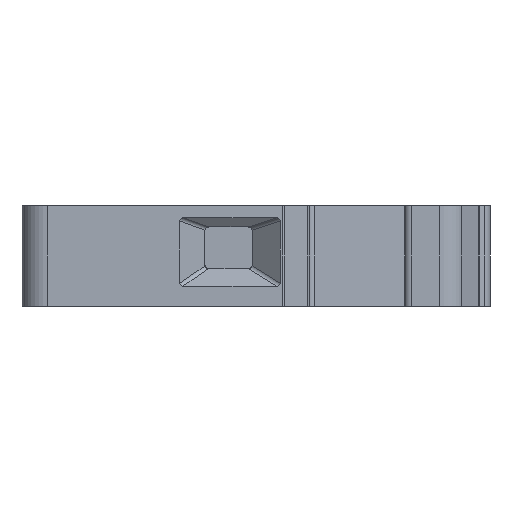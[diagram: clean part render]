
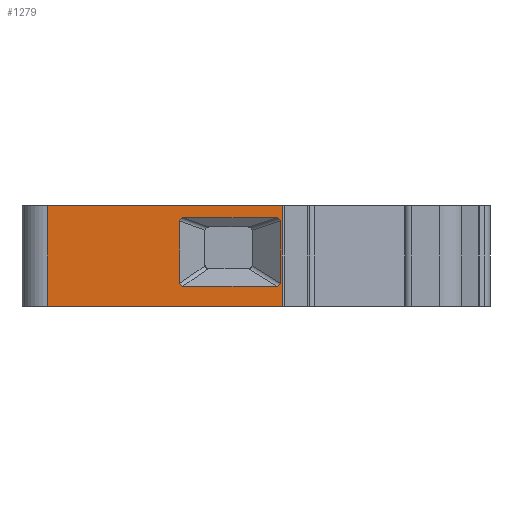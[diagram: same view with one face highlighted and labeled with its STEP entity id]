
A CAD part, left-side view. The second image highlights one B-rep face of the part: STEP entity #1279.
In plain terms, the highlighted planar face has unit normal (-1, 0, 0).
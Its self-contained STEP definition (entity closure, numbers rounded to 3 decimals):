
#267=FACE_BOUND('',#1922,.T.);
#268=FACE_BOUND('',#1923,.T.);
#288=LINE('',#7007,#784);
#396=LINE('',#7391,#892);
#488=LINE('',#7731,#984);
#489=LINE('',#7732,#985);
#490=LINE('',#7733,#986);
#491=LINE('',#7738,#987);
#492=LINE('',#7742,#988);
#493=LINE('',#7746,#989);
#784=VECTOR('',#5555,1.);
#892=VECTOR('',#5837,1.);
#984=VECTOR('',#6101,1.);
#985=VECTOR('',#6102,1.);
#986=VECTOR('',#6103,1.);
#987=VECTOR('',#6106,1.);
#988=VECTOR('',#6109,1.);
#989=VECTOR('',#6112,1.);
#1279=ADVANCED_FACE('',(#267,#268),#1530,.T.);
#1530=PLANE('',#5235);
#1922=EDGE_LOOP('',(#2562,#2563,#2564,#2565));
#1923=EDGE_LOOP('',(#2566,#2567,#2568,#2569,#2570,#2571,#2572,#2573));
#2562=ORIENTED_EDGE('',*,*,#4334,.T.);
#2563=ORIENTED_EDGE('',*,*,#4507,.T.);
#2564=ORIENTED_EDGE('',*,*,#4141,.F.);
#2565=ORIENTED_EDGE('',*,*,#4508,.T.);
#2566=ORIENTED_EDGE('',*,*,#4509,.F.);
#2567=ORIENTED_EDGE('',*,*,#4510,.T.);
#2568=ORIENTED_EDGE('',*,*,#4511,.F.);
#2569=ORIENTED_EDGE('',*,*,#4512,.T.);
#2570=ORIENTED_EDGE('',*,*,#4513,.F.);
#2571=ORIENTED_EDGE('',*,*,#4514,.T.);
#2572=ORIENTED_EDGE('',*,*,#4515,.F.);
#2573=ORIENTED_EDGE('',*,*,#4516,.T.);
#3650=VERTEX_POINT('',#7006);
#3651=VERTEX_POINT('',#7008);
#3840=VERTEX_POINT('',#7392);
#3841=VERTEX_POINT('',#7393);
#4002=VERTEX_POINT('',#7734);
#4003=VERTEX_POINT('',#7735);
#4004=VERTEX_POINT('',#7737);
#4005=VERTEX_POINT('',#7739);
#4006=VERTEX_POINT('',#7741);
#4007=VERTEX_POINT('',#7743);
#4008=VERTEX_POINT('',#7745);
#4009=VERTEX_POINT('',#7747);
#4141=EDGE_CURVE('',#3650,#3651,#288,.T.);
#4334=EDGE_CURVE('',#3840,#3841,#396,.T.);
#4507=EDGE_CURVE('',#3841,#3651,#488,.T.);
#4508=EDGE_CURVE('',#3650,#3840,#489,.T.);
#4509=EDGE_CURVE('',#4002,#4003,#490,.T.);
#4510=EDGE_CURVE('',#4002,#4004,#5028,.T.);
#4511=EDGE_CURVE('',#4005,#4004,#491,.T.);
#4512=EDGE_CURVE('',#4005,#4006,#5029,.T.);
#4513=EDGE_CURVE('',#4007,#4006,#492,.T.);
#4514=EDGE_CURVE('',#4007,#4008,#5030,.T.);
#4515=EDGE_CURVE('',#4009,#4008,#493,.T.);
#4516=EDGE_CURVE('',#4009,#4003,#5031,.T.);
#5028=CIRCLE('',#5231,0.3);
#5029=CIRCLE('',#5232,0.3);
#5030=CIRCLE('',#5233,0.3);
#5031=CIRCLE('',#5234,0.3);
#5231=AXIS2_PLACEMENT_3D('',#7736,#6104,#6105);
#5232=AXIS2_PLACEMENT_3D('',#7740,#6107,#6108);
#5233=AXIS2_PLACEMENT_3D('',#7744,#6110,#6111);
#5234=AXIS2_PLACEMENT_3D('',#7748,#6113,#6114);
#5235=AXIS2_PLACEMENT_3D('',#7749,#6115,#6116);
#5555=DIRECTION('',(0.,-1.,0.));
#5837=DIRECTION('',(0.,-1.,0.));
#6101=DIRECTION('',(0.,0.,1.));
#6102=DIRECTION('',(0.,0.,-1.));
#6103=DIRECTION('',(0.,0.,1.));
#6104=DIRECTION('',(1.,0.,0.));
#6105=DIRECTION('',(0.,0.,1.));
#6106=DIRECTION('',(0.,-1.,0.));
#6107=DIRECTION('',(1.,0.,0.));
#6108=DIRECTION('',(0.,0.,1.));
#6109=DIRECTION('',(0.,0.,-1.));
#6110=DIRECTION('',(1.,0.,0.));
#6111=DIRECTION('',(0.,0.,1.));
#6112=DIRECTION('',(0.,1.,0.));
#6113=DIRECTION('',(1.,0.,0.));
#6114=DIRECTION('',(0.,0.,1.));
#6115=DIRECTION('',(-1.,0.,0.));
#6116=DIRECTION('',(0.,0.,1.));
#7006=CARTESIAN_POINT('',(-26.,20.75,8.));
#7007=CARTESIAN_POINT('',(-26.,19.,8.));
#7008=CARTESIAN_POINT('',(-26.,2.124,8.));
#7391=CARTESIAN_POINT('',(-26.,11.375,0.));
#7392=CARTESIAN_POINT('',(-26.,20.75,0.));
#7393=CARTESIAN_POINT('',(-26.,2.124,0.));
#7731=CARTESIAN_POINT('',(-26.,2.124,0.));
#7732=CARTESIAN_POINT('',(-26.,20.75,0.));
#7733=CARTESIAN_POINT('',(-26.,2.279,0.));
#7734=CARTESIAN_POINT('',(-26.,2.279,1.9));
#7735=CARTESIAN_POINT('',(-26.,2.279,6.728));
#7736=CARTESIAN_POINT('',(-26.,2.579,1.9));
#7737=CARTESIAN_POINT('',(-26.,2.579,1.6));
#7738=CARTESIAN_POINT('',(-26.,11.375,1.6));
#7739=CARTESIAN_POINT('',(-26.,9.95,1.6));
#7740=CARTESIAN_POINT('',(-26.,9.95,1.9));
#7741=CARTESIAN_POINT('',(-26.,10.25,1.9));
#7742=CARTESIAN_POINT('',(-26.,10.25,0.));
#7743=CARTESIAN_POINT('',(-26.,10.25,6.728));
#7744=CARTESIAN_POINT('',(-26.,9.95,6.728));
#7745=CARTESIAN_POINT('',(-26.,9.95,7.028));
#7746=CARTESIAN_POINT('',(-26.,11.375,7.028));
#7747=CARTESIAN_POINT('',(-26.,2.579,7.028));
#7748=CARTESIAN_POINT('',(-26.,2.579,6.728));
#7749=CARTESIAN_POINT('',(-26.,11.375,0.));
